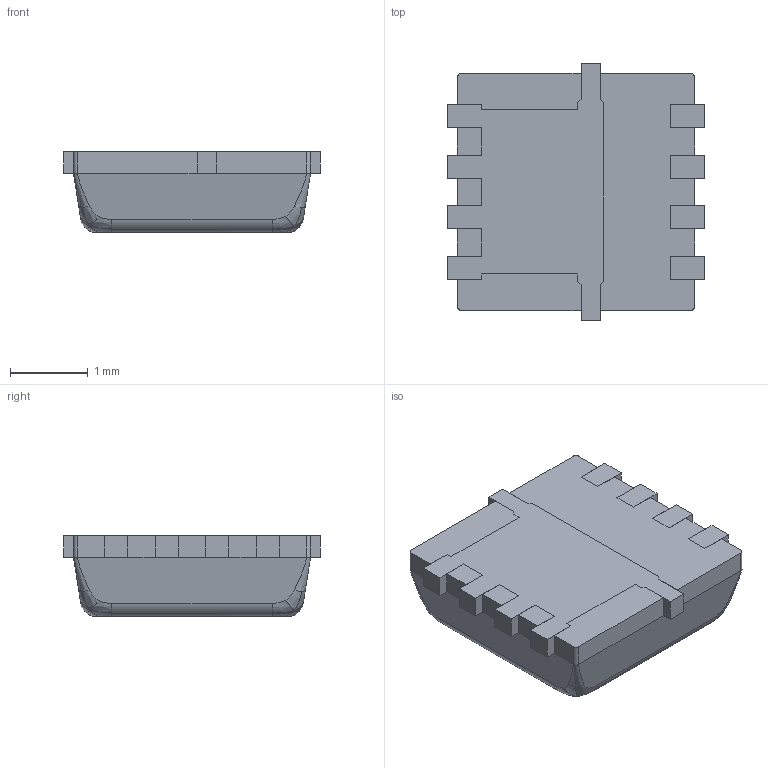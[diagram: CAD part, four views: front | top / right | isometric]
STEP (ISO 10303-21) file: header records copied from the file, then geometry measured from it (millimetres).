
FILE_DESCRIPTION (( 'STEP AP214' ), '1' );
FILE_NAME ('User Library-PowerPAK 1212-8-SiS892DN.STEP', '2015-08-06T10:30:28', ( 'Windows User' ), ( '' ), 'SwSTEP 2.0', 'SolidWorks 2015', '' );
FILE_SCHEMA (( 'AUTOMOTIVE_DESIGN' ));
Length unit declared in the file: millimetre
Products named in the file (1): User Library-PowerPAK 1212-8-SiS892DN
Bounding box: 3.3 x 3.3 x 1.04 mm (x, y, z)
Volume: 9.1 mm3; surface area: 46.7 mm2
Topology: 6 solids, 6 shells, 351 faces, 914 edges, 596 vertices
Faces by surface type: plane 229, bspline 114, cylinder 8
Entity records: 16387 total; most frequent: CARTESIAN_POINT 4655, ORIENTED_EDGE 1828, DIRECTION 1162, EDGE_CURVE 914, VECTOR 654, LINE 654, VERTEX_POINT 596, EDGE_LOOP 372
